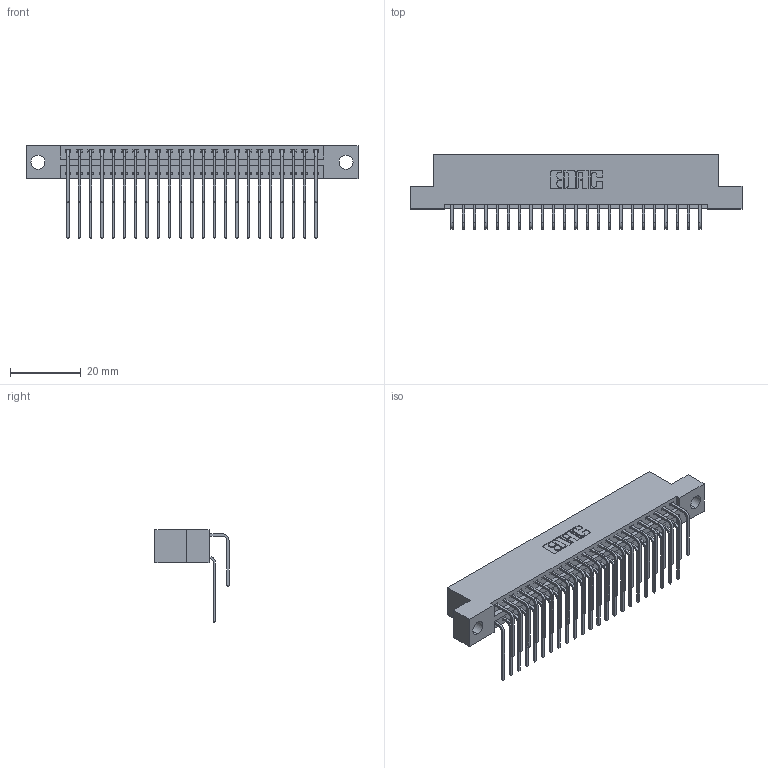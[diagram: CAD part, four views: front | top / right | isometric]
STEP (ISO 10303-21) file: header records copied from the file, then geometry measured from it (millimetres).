
FILE_DESCRIPTION (( 'STEP AP203' ), '1' );
FILE_NAME ('396-046-559-204.STEP', '2019-11-03T08:10:32', ( '' ), ( '' ), 'SwSTEP 2.0', 'SolidWorks 2016', '' );
FILE_SCHEMA (( 'CONFIG_CONTROL_DESIGN' ));
Length unit declared in the file: inch
Products named in the file (4): 396-046-559-204; 345-292-001_559 Tail - 2; 346 Part_Flush Mounting Lugs - 0.156 Dia-TH; 345-292-001_558 559 Tail - 1
Assembly tree (47 placements, depth 2):
  396-046-559-204
    346 Part_Flush Mounting Lugs - 0.156 Dia-TH
    345-292-001_558 559 Tail - 1  x23
    345-292-001_559 Tail - 2  x23
Bounding box: 93.6 x 20.89 x 26.16 mm (x, y, z)
Volume: 9157 mm3; surface area: 13374.7 mm2
Topology: 47 solids, 47 shells, 2606 faces, 7735 edges, 5094 vertices
Faces by surface type: plane 1778, cylinder 828
Entity records: 19355 total; most frequent: CARTESIAN_POINT 3267, ORIENTED_EDGE 3150, DIRECTION 2903, EDGE_CURVE 1575, VECTOR 1311, LINE 1311, VERTEX_POINT 1046, AXIS2_PLACEMENT_3D 796
